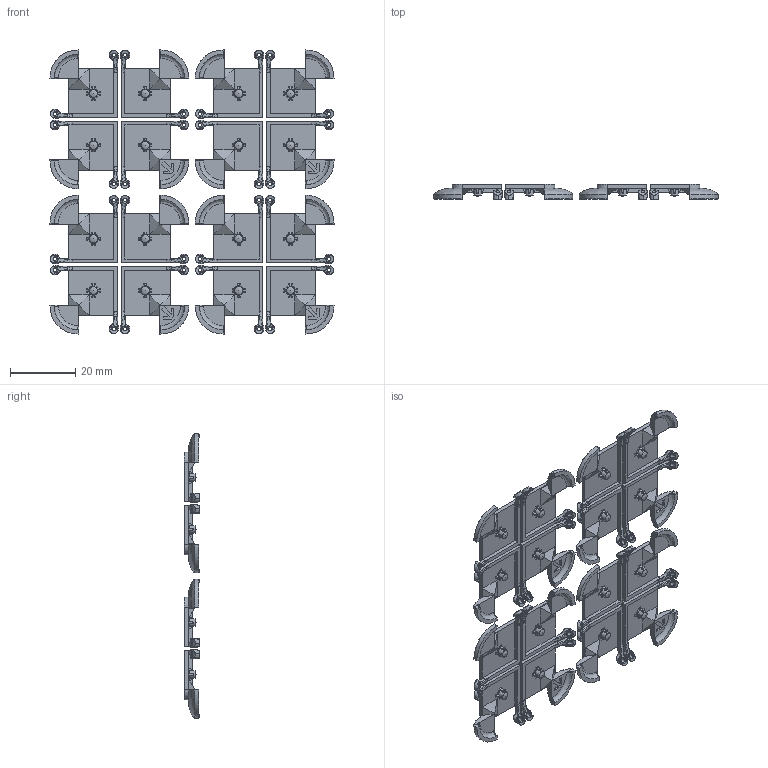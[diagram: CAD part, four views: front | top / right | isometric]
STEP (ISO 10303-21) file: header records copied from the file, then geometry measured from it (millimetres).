
FILE_DESCRIPTION(/* description */ (''),/* implementation_level */ '2;1');
FILE_NAME(/* name */ 'Remote Buttons Print Assembly.stp',/* time_stamp */ '2016-02-04T20:30:23-08:00',/* author */ ('Sam Clay'),/* organization */ (''),/* preprocessor_version */ 'ST-DEVELOPER v16.1',/* originating_system */ 'Autodesk Inventor 2016',/* authorisation */ '');
FILE_SCHEMA (('AUTOMOTIVE_DESIGN { 1 0 10303 214 3 1 1 }'));
Length unit declared in the file: inch
Products named in the file (2): Remote Buttons; Remote Buttons Print Assembly
Assembly tree (4 placements, depth 2):
  Remote Buttons Print Assembly
    Remote Buttons  x4
Bounding box: 86.98 x 4.73 x 86.98 mm (x, y, z)
Volume: 7887.8 mm3; surface area: 16461.2 mm2
Topology: 48 solids, 48 shells, 1732 faces, 4904 edges, 3216 vertices
Faces by surface type: plane 752, bspline 544, cylinder 336, torus 64, cone 36
Full cylindrical faces by diameter (mm): 1.191 x32
Entity records: 25018 total; most frequent: CARTESIAN_POINT 14980, ORIENTED_EDGE 2354, DIRECTION 1615, EDGE_CURVE 1177, VERTEX_POINT 784, AXIS2_PLACEMENT_3D 563, LINE 489, VECTOR 489
